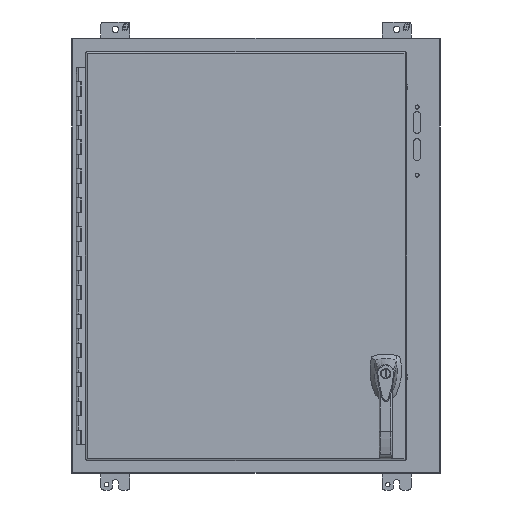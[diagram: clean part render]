
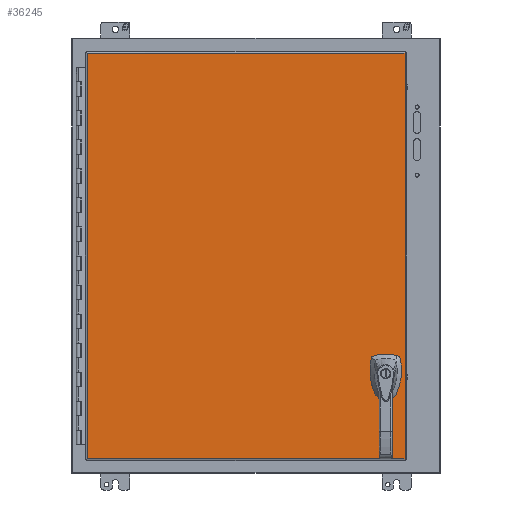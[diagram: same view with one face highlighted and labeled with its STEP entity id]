
A CAD part, front view. The second image highlights one B-rep face of the part: STEP entity #36245.
In plain terms, the highlighted planar face has unit normal (0, -1, 0).
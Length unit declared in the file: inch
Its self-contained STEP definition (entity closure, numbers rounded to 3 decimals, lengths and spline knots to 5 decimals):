
#5 = EDGE_CURVE ( 'NONE', #44136, #51480, #19717, .T. ) ;
#108 = DIRECTION ( 'NONE',  ( 0., 0., -1. ) ) ;
#644 = DIRECTION ( 'NONE',  ( 0., 0., -1. ) ) ;
#719 = CARTESIAN_POINT ( 'NONE',  ( -11.7135, -8.87513, -7.7135 ) ) ;
#819 = ORIENTED_EDGE ( 'NONE', *, *, #47346, .T. ) ;
#1304 = DIRECTION ( 'NONE',  ( -1., 0., 0. ) ) ;
#2833 = VERTEX_POINT ( 'NONE', #49099 ) ;
#3016 = VECTOR ( 'NONE', #17128, 39.37008 ) ;
#3591 = DIRECTION ( 'NONE',  ( 0., 0., -1. ) ) ;
#4180 = FACE_BOUND ( 'NONE', #22680, .T. ) ;
#4239 = EDGE_CURVE ( 'NONE', #6452, #24522, #51808, .T. ) ;
#4737 = DIRECTION ( 'NONE',  ( 0., -1., 0. ) ) ;
#4752 = CARTESIAN_POINT ( 'NONE',  ( 9.17196, -8.87513, -8.5045 ) ) ;
#4864 = VERTEX_POINT ( 'NONE', #4752 ) ;
#5355 = LINE ( 'NONE', #27807, #51384 ) ;
#6231 = CARTESIAN_POINT ( 'NONE',  ( 8.9735, -8.87513, -8.109 ) ) ;
#6452 = VERTEX_POINT ( 'NONE', #21268 ) ;
#7117 = CIRCLE ( 'NONE', #25464, 0.167 ) ;
#7141 = DIRECTION ( 'NONE',  ( 0., 0., -1. ) ) ;
#7146 = CARTESIAN_POINT ( 'NONE',  ( 9.17196, -8.87513, -7.7135 ) ) ;
#7841 = EDGE_CURVE ( 'NONE', #2833, #44136, #43358, .T. ) ;
#8258 = DIRECTION ( 'NONE',  ( 0., 0., 1. ) ) ;
#9223 = DIRECTION ( 'NONE',  ( 0., 1., 0. ) ) ;
#9340 = PLANE ( 'NONE',  #47969 ) ;
#9522 = CARTESIAN_POINT ( 'NONE',  ( -11.6055, -8.87513, 13.986 ) ) ;
#10757 = ORIENTED_EDGE ( 'NONE', *, *, #5, .T. ) ;
#11445 = AXIS2_PLACEMENT_3D ( 'NONE', #38733, #42519, #7141 ) ;
#11771 = CARTESIAN_POINT ( 'NONE',  ( -11.7135, -8.87513, 13.986 ) ) ;
#12241 = VERTEX_POINT ( 'NONE', #16771 ) ;
#12320 = LINE ( 'NONE', #11771, #20778 ) ;
#13910 = EDGE_CURVE ( 'NONE', #43473, #2833, #22239, .T. ) ;
#14390 = CARTESIAN_POINT ( 'NONE',  ( -11.6055, -8.87513, -14.094 ) ) ;
#14533 = ORIENTED_EDGE ( 'NONE', *, *, #43451, .T. ) ;
#14937 = VECTOR ( 'NONE', #38828, 39.37008 ) ;
#16256 = EDGE_LOOP ( 'NONE', ( #819 ) ) ;
#16324 = ORIENTED_EDGE ( 'NONE', *, *, #29273, .T. ) ;
#16572 = VECTOR ( 'NONE', #8258, 39.37008 ) ;
#16718 = VECTOR ( 'NONE', #42347, 39.37008 ) ;
#16771 = CARTESIAN_POINT ( 'NONE',  ( 9.369, -8.87513, -8.30746 ) ) ;
#16776 = DIRECTION ( 'NONE',  ( 0., 1., 0. ) ) ;
#17076 = CARTESIAN_POINT ( 'NONE',  ( 8.9735, -8.87513, -9.447 ) ) ;
#17128 = DIRECTION ( 'NONE',  ( 1., 0., 0. ) ) ;
#17143 = CARTESIAN_POINT ( 'NONE',  ( 8.578, -8.87513, -14.094 ) ) ;
#18220 = CARTESIAN_POINT ( 'NONE',  ( -11.7135, -8.87513, -14.094 ) ) ;
#19049 = VERTEX_POINT ( 'NONE', #52026 ) ;
#19717 = CIRCLE ( 'NONE', #11445, 0.4425 ) ;
#19953 = ORIENTED_EDGE ( 'NONE', *, *, #7841, .T. ) ;
#20778 = VECTOR ( 'NONE', #29078, 39.37008 ) ;
#21268 = CARTESIAN_POINT ( 'NONE',  ( -11.6055, -8.87513, -13.986 ) ) ;
#21629 = VECTOR ( 'NONE', #33070, 39.37008 ) ;
#21720 = FACE_BOUND ( 'NONE', #16256, .T. ) ;
#22239 = CIRCLE ( 'NONE', #48886, 0.4425 ) ;
#22680 = EDGE_LOOP ( 'NONE', ( #47901, #35940, #19953, #10757, #40465, #37265, #40220, #38454 ) ) ;
#22827 = CARTESIAN_POINT ( 'NONE',  ( 8.9735, -8.87513, -8.109 ) ) ;
#24522 = VERTEX_POINT ( 'NONE', #45823 ) ;
#25464 = AXIS2_PLACEMENT_3D ( 'NONE', #17076, #16776, #3591 ) ;
#25588 = EDGE_CURVE ( 'NONE', #19049, #12241, #5355, .T. ) ;
#25929 = VERTEX_POINT ( 'NONE', #55320 ) ;
#26406 = AXIS2_PLACEMENT_3D ( 'NONE', #6231, #36981, #54573 ) ;
#27807 = CARTESIAN_POINT ( 'NONE',  ( 9.369, -8.87513, -14.094 ) ) ;
#29078 = DIRECTION ( 'NONE',  ( -1., 0., 0. ) ) ;
#29113 = LINE ( 'NONE', #46643, #16718 ) ;
#29273 = EDGE_CURVE ( 'NONE', #49829, #50205, #12320, .T. ) ;
#29872 = EDGE_CURVE ( 'NONE', #4864, #43473, #41330, .T. ) ;
#29877 = EDGE_CURVE ( 'NONE', #41110, #19049, #32844, .T. ) ;
#31214 = FACE_OUTER_BOUND ( 'NONE', #42309, .T. ) ;
#31455 = DIRECTION ( 'NONE',  ( 0., 1., 0. ) ) ;
#31650 = CARTESIAN_POINT ( 'NONE',  ( 8.77504, -8.87513, -8.5045 ) ) ;
#32844 = CIRCLE ( 'NONE', #26406, 0.4425 ) ;
#33070 = DIRECTION ( 'NONE',  ( 0., 0., -1. ) ) ;
#33170 = EDGE_CURVE ( 'NONE', #12241, #4864, #44141, .T. ) ;
#34565 = DIRECTION ( 'NONE',  ( 0., 0., -1. ) ) ;
#34706 = LINE ( 'NONE', #719, #3016 ) ;
#35112 = CARTESIAN_POINT ( 'NONE',  ( 8.9735, -8.87513, -8.109 ) ) ;
#35328 = EDGE_CURVE ( 'NONE', #51480, #41110, #34706, .T. ) ;
#35940 = ORIENTED_EDGE ( 'NONE', *, *, #13910, .T. ) ;
#36245 = ADVANCED_FACE ( 'NONE', ( #4180, #31214, #21720 ), #9340, .T. ) ;
#36981 = DIRECTION ( 'NONE',  ( 0., 1., 0. ) ) ;
#37265 = ORIENTED_EDGE ( 'NONE', *, *, #29877, .T. ) ;
#38454 = ORIENTED_EDGE ( 'NONE', *, *, #33170, .T. ) ;
#38733 = CARTESIAN_POINT ( 'NONE',  ( 8.9735, -8.87513, -8.109 ) ) ;
#38828 = DIRECTION ( 'NONE',  ( 1., 0., 0. ) ) ;
#40220 = ORIENTED_EDGE ( 'NONE', *, *, #25588, .T. ) ;
#40465 = ORIENTED_EDGE ( 'NONE', *, *, #35328, .T. ) ;
#40903 = LINE ( 'NONE', #14390, #21629 ) ;
#41110 = VERTEX_POINT ( 'NONE', #7146 ) ;
#41119 = VECTOR ( 'NONE', #1304, 39.37008 ) ;
#41330 = LINE ( 'NONE', #45635, #41119 ) ;
#42309 = EDGE_LOOP ( 'NONE', ( #14533, #16324, #51606, #56089 ) ) ;
#42347 = DIRECTION ( 'NONE',  ( 0., 0., 1. ) ) ;
#42519 = DIRECTION ( 'NONE',  ( 0., 1., 0. ) ) ;
#43358 = LINE ( 'NONE', #17143, #16572 ) ;
#43451 = EDGE_CURVE ( 'NONE', #24522, #49829, #29113, .T. ) ;
#43473 = VERTEX_POINT ( 'NONE', #31650 ) ;
#44136 = VERTEX_POINT ( 'NONE', #46653 ) ;
#44141 = CIRCLE ( 'NONE', #45994, 0.4425 ) ;
#45633 = DIRECTION ( 'NONE',  ( 0., 0., -1. ) ) ;
#45635 = CARTESIAN_POINT ( 'NONE',  ( -11.7135, -8.87513, -8.5045 ) ) ;
#45823 = CARTESIAN_POINT ( 'NONE',  ( 10.3035, -8.87513, -13.986 ) ) ;
#45994 = AXIS2_PLACEMENT_3D ( 'NONE', #35112, #9223, #34565 ) ;
#46643 = CARTESIAN_POINT ( 'NONE',  ( 10.3035, -8.87513, -14.094 ) ) ;
#46653 = CARTESIAN_POINT ( 'NONE',  ( 8.578, -8.87513, -7.91054 ) ) ;
#47175 = CARTESIAN_POINT ( 'NONE',  ( -11.7135, -8.87513, -13.986 ) ) ;
#47346 = EDGE_CURVE ( 'NONE', #25929, #25929, #7117, .T. ) ;
#47380 = CARTESIAN_POINT ( 'NONE',  ( 8.77504, -8.87513, -7.7135 ) ) ;
#47901 = ORIENTED_EDGE ( 'NONE', *, *, #29872, .T. ) ;
#47969 = AXIS2_PLACEMENT_3D ( 'NONE', #18220, #4737, #108 ) ;
#48886 = AXIS2_PLACEMENT_3D ( 'NONE', #22827, #31455, #644 ) ;
#49099 = CARTESIAN_POINT ( 'NONE',  ( 8.578, -8.87513, -8.30746 ) ) ;
#49829 = VERTEX_POINT ( 'NONE', #50991 ) ;
#50205 = VERTEX_POINT ( 'NONE', #9522 ) ;
#50991 = CARTESIAN_POINT ( 'NONE',  ( 10.3035, -8.87513, 13.986 ) ) ;
#51384 = VECTOR ( 'NONE', #45633, 39.37008 ) ;
#51480 = VERTEX_POINT ( 'NONE', #47380 ) ;
#51606 = ORIENTED_EDGE ( 'NONE', *, *, #52053, .T. ) ;
#51808 = LINE ( 'NONE', #47175, #14937 ) ;
#52026 = CARTESIAN_POINT ( 'NONE',  ( 9.369, -8.87513, -7.91054 ) ) ;
#52053 = EDGE_CURVE ( 'NONE', #50205, #6452, #40903, .T. ) ;
#54573 = DIRECTION ( 'NONE',  ( 0., 0., -1. ) ) ;
#55320 = CARTESIAN_POINT ( 'NONE',  ( 8.9735, -8.87513, -9.614 ) ) ;
#56089 = ORIENTED_EDGE ( 'NONE', *, *, #4239, .T. ) ;
